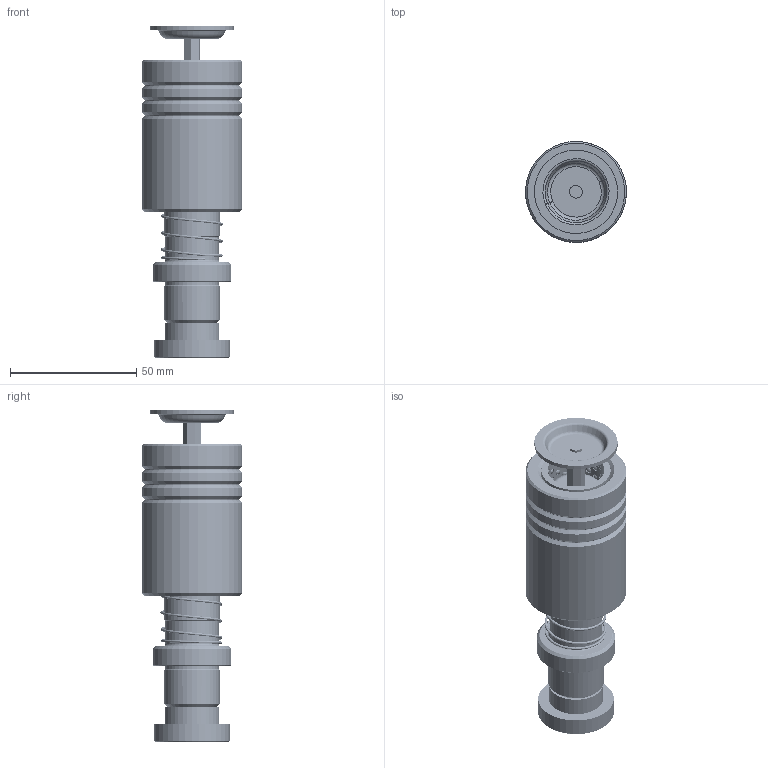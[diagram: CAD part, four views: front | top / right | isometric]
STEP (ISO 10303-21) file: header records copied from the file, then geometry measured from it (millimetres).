
FILE_DESCRIPTION (( 'STEP AP214' ), '1' );
FILE_NAME ('HMSH(HMJH)-D22-L80(BL-60).STEP', '2021-08-17T00:56:07', ( '' ), ( '' ), 'SwSTEP 2.0', 'SolidWorks 2016', '' );
FILE_SCHEMA (( 'AUTOMOTIVE_DESIGN' ));
Length unit declared in the file: millimetre
Products named in the file (309): BALL-D3; BSH-D27.5-22.5-L60郪蚾; GTM-M12蹟簽; TBB-D40-d28-L60; DRPM-D22-L80; DRPM蹟簽D22; GTM-3-縐种; GTM-33郪蚾; BSH-27.5-22.5-L60; GTM-33; HWP-D24.5-d22.5-L40; HMSH(HMJH)-D22-L80(BL-60)
Assembly tree (301 placements, depth 3):
  BALL-D3
  BALL-D3
  BALL-D3
  BALL-D3
  BALL-D3
Bounding box: 39.94 x 39.94 x 131.47 mm (x, y, z)
Volume: 91964.7 mm3; surface area: 56245.4 mm2
Topology: 294 solids, 294 shells, 1366 faces, 5722 edges, 3796 vertices
Faces by surface type: sphere 1144, cylinder 68, plane 50, cone 46, torus 36, bspline 22
Entity records: 59642 total; most frequent: CARTESIAN_POINT 33632, ORIENTED_EDGE 4554, DIRECTION 3980, EDGE_CURVE 2277, AXIS2_PLACEMENT_3D 1890, VERTEX_POINT 1488, EDGE_LOOP 1367, B_SPLINE_CURVE_WITH_KNOTS 1252
